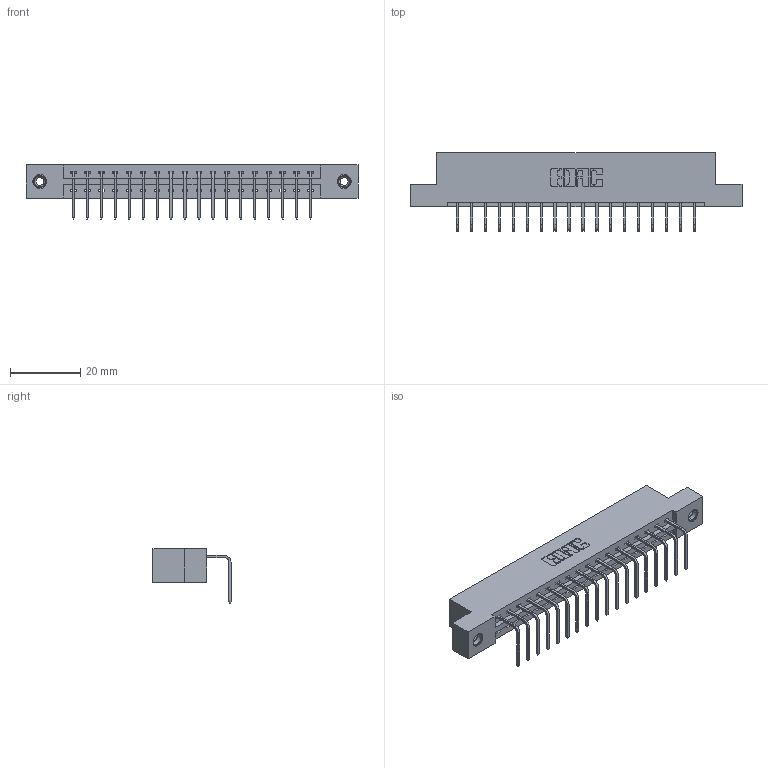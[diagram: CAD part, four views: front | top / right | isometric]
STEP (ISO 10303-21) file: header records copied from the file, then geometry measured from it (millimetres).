
FILE_DESCRIPTION (( 'STEP AP203' ), '1' );
FILE_NAME ('387-018-558-108.STEP', '2019-10-07T17:27:12', ( '' ), ( '' ), 'SwSTEP 2.0', 'SolidWorks 2016', '' );
FILE_SCHEMA (( 'CONFIG_CONTROL_DESIGN' ));
Length unit declared in the file: inch
Products named in the file (4): 387-018-558-108; 345-250-001_345-250-003-102; 337 Part_Flush Mounting Lugs - 0.156 Dia-TI; 345-292-001_558 Tail - 2
Assembly tree (21 placements, depth 2):
  387-018-558-108
    337 Part_Flush Mounting Lugs - 0.156 Dia-TI
    345-292-001_558 Tail - 2  x18
    345-250-001_345-250-003-102  x2
Bounding box: 94.34 x 22.17 x 15.37 mm (x, y, z)
Volume: 9557.7 mm3; surface area: 10141.4 mm2
Topology: 21 solids, 21 shells, 1326 faces, 3939 edges, 2594 vertices
Faces by surface type: plane 966, cylinder 344, cone 12, torus 4
Entity records: 17754 total; most frequent: CARTESIAN_POINT 3071, ORIENTED_EDGE 3018, DIRECTION 2667, EDGE_CURVE 1509, LINE 1361, VECTOR 1361, VERTEX_POINT 1000, AXIS2_PLACEMENT_3D 653
